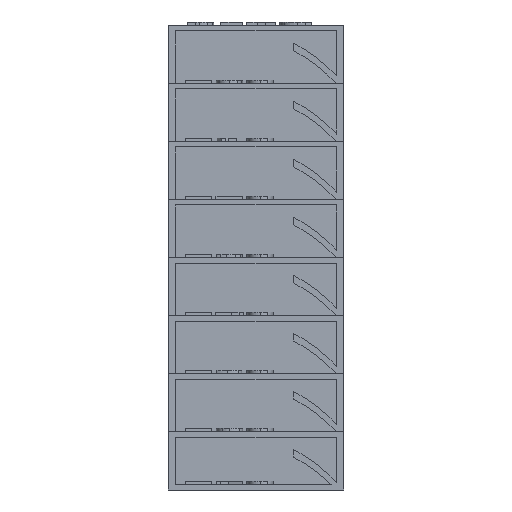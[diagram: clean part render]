
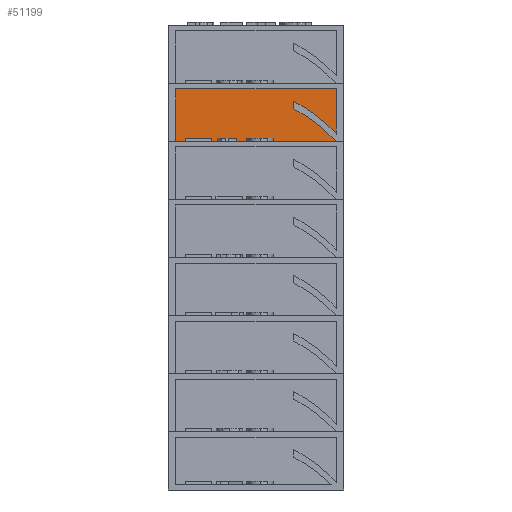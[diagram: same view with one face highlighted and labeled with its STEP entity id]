
A CAD part, front view. The second image highlights one B-rep face of the part: STEP entity #51199.
In plain terms, the highlighted planar face has unit normal (0, -1, 0).
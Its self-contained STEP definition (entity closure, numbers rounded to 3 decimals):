
#50256 = PLANE('',#50257);
#50257 = AXIS2_PLACEMENT_3D('',#50258,#50259,#50260);
#50258 = CARTESIAN_POINT('',(0.,2.331,59.4));
#50259 = DIRECTION('',(0.,0.,1.));
#50260 = DIRECTION('',(1.,0.,0.));
#50393 = VERTEX_POINT('',#50394);
#50394 = CARTESIAN_POINT('',(13.7,3.7,59.4));
#50408 = PLANE('',#50409);
#50409 = AXIS2_PLACEMENT_3D('',#50410,#50411,#50412);
#50410 = CARTESIAN_POINT('',(13.7,-5.,59.4));
#50411 = DIRECTION('',(-1.,0.,0.));
#50412 = DIRECTION('',(0.,1.,0.));
#50420 = EDGE_CURVE('',#50393,#50421,#50423,.T.);
#50421 = VERTEX_POINT('',#50422);
#50422 = CARTESIAN_POINT('',(-13.7,3.7,59.4));
#50423 = SURFACE_CURVE('',#50424,(#50428,#50435),.PCURVE_S1.);
#50424 = LINE('',#50425,#50426);
#50425 = CARTESIAN_POINT('',(13.7,3.7,59.4));
#50426 = VECTOR('',#50427,1.);
#50427 = DIRECTION('',(-1.,0.,0.));
#50428 = PCURVE('',#50256,#50429);
#50429 = DEFINITIONAL_REPRESENTATION('',(#50430),#50434);
#50430 = LINE('',#50431,#50432);
#50431 = CARTESIAN_POINT('',(13.7,1.369));
#50432 = VECTOR('',#50433,1.);
#50433 = DIRECTION('',(-1.,0.));
#50434 = ( GEOMETRIC_REPRESENTATION_CONTEXT(2) 
PARAMETRIC_REPRESENTATION_CONTEXT() REPRESENTATION_CONTEXT('2D SPACE',''
  ) );
#50435 = PCURVE('',#50436,#50441);
#50436 = PLANE('',#50437);
#50437 = AXIS2_PLACEMENT_3D('',#50438,#50439,#50440);
#50438 = CARTESIAN_POINT('',(13.7,3.7,59.4));
#50439 = DIRECTION('',(0.,-1.,0.));
#50440 = DIRECTION('',(-1.,0.,0.));
#50441 = DEFINITIONAL_REPRESENTATION('',(#50442),#50446);
#50442 = LINE('',#50443,#50444);
#50443 = CARTESIAN_POINT('',(0.,-0.));
#50444 = VECTOR('',#50445,1.);
#50445 = DIRECTION('',(1.,0.));
#50446 = ( GEOMETRIC_REPRESENTATION_CONTEXT(2) 
PARAMETRIC_REPRESENTATION_CONTEXT() REPRESENTATION_CONTEXT('2D SPACE',''
  ) );
#50464 = PLANE('',#50465);
#50465 = AXIS2_PLACEMENT_3D('',#50466,#50467,#50468);
#50466 = CARTESIAN_POINT('',(-13.7,3.7,59.4));
#50467 = DIRECTION('',(1.,0.,0.));
#50468 = DIRECTION('',(0.,-1.,0.));
#50749 = PLANE('',#50750);
#50750 = AXIS2_PLACEMENT_3D('',#50751,#50752,#50753);
#50751 = CARTESIAN_POINT('',(0.,0.,68.4));
#50752 = DIRECTION('',(0.,0.,1.));
#50753 = DIRECTION('',(1.,0.,0.));
#51156 = VERTEX_POINT('',#51157);
#51157 = CARTESIAN_POINT('',(13.7,3.7,68.4));
#51178 = EDGE_CURVE('',#50393,#51156,#51179,.T.);
#51179 = SURFACE_CURVE('',#51180,(#51184,#51191),.PCURVE_S1.);
#51180 = LINE('',#51181,#51182);
#51181 = CARTESIAN_POINT('',(13.7,3.7,59.4));
#51182 = VECTOR('',#51183,1.);
#51183 = DIRECTION('',(0.,0.,1.));
#51184 = PCURVE('',#50408,#51185);
#51185 = DEFINITIONAL_REPRESENTATION('',(#51186),#51190);
#51186 = LINE('',#51187,#51188);
#51187 = CARTESIAN_POINT('',(8.7,0.));
#51188 = VECTOR('',#51189,1.);
#51189 = DIRECTION('',(0.,-1.));
#51190 = ( GEOMETRIC_REPRESENTATION_CONTEXT(2) 
PARAMETRIC_REPRESENTATION_CONTEXT() REPRESENTATION_CONTEXT('2D SPACE',''
  ) );
#51191 = PCURVE('',#50436,#51192);
#51192 = DEFINITIONAL_REPRESENTATION('',(#51193),#51197);
#51193 = LINE('',#51194,#51195);
#51194 = CARTESIAN_POINT('',(0.,-0.));
#51195 = VECTOR('',#51196,1.);
#51196 = DIRECTION('',(0.,-1.));
#51197 = ( GEOMETRIC_REPRESENTATION_CONTEXT(2) 
PARAMETRIC_REPRESENTATION_CONTEXT() REPRESENTATION_CONTEXT('2D SPACE',''
  ) );
#51199 = ADVANCED_FACE('',(#51200),#50436,.T.);
#51200 = FACE_BOUND('',#51201,.T.);
#51201 = EDGE_LOOP('',(#51202,#51203,#51204,#51227));
#51202 = ORIENTED_EDGE('',*,*,#50420,.F.);
#51203 = ORIENTED_EDGE('',*,*,#51178,.T.);
#51204 = ORIENTED_EDGE('',*,*,#51205,.T.);
#51205 = EDGE_CURVE('',#51156,#51206,#51208,.T.);
#51206 = VERTEX_POINT('',#51207);
#51207 = CARTESIAN_POINT('',(-13.7,3.7,68.4));
#51208 = SURFACE_CURVE('',#51209,(#51213,#51220),.PCURVE_S1.);
#51209 = LINE('',#51210,#51211);
#51210 = CARTESIAN_POINT('',(6.85,3.7,68.4));
#51211 = VECTOR('',#51212,1.);
#51212 = DIRECTION('',(-1.,0.,0.));
#51213 = PCURVE('',#50436,#51214);
#51214 = DEFINITIONAL_REPRESENTATION('',(#51215),#51219);
#51215 = LINE('',#51216,#51217);
#51216 = CARTESIAN_POINT('',(6.85,-9.));
#51217 = VECTOR('',#51218,1.);
#51218 = DIRECTION('',(1.,0.));
#51219 = ( GEOMETRIC_REPRESENTATION_CONTEXT(2) 
PARAMETRIC_REPRESENTATION_CONTEXT() REPRESENTATION_CONTEXT('2D SPACE',''
  ) );
#51220 = PCURVE('',#50749,#51221);
#51221 = DEFINITIONAL_REPRESENTATION('',(#51222),#51226);
#51222 = LINE('',#51223,#51224);
#51223 = CARTESIAN_POINT('',(6.85,3.7));
#51224 = VECTOR('',#51225,1.);
#51225 = DIRECTION('',(-1.,0.));
#51226 = ( GEOMETRIC_REPRESENTATION_CONTEXT(2) 
PARAMETRIC_REPRESENTATION_CONTEXT() REPRESENTATION_CONTEXT('2D SPACE',''
  ) );
#51227 = ORIENTED_EDGE('',*,*,#51228,.F.);
#51228 = EDGE_CURVE('',#50421,#51206,#51229,.T.);
#51229 = SURFACE_CURVE('',#51230,(#51234,#51241),.PCURVE_S1.);
#51230 = LINE('',#51231,#51232);
#51231 = CARTESIAN_POINT('',(-13.7,3.7,59.4));
#51232 = VECTOR('',#51233,1.);
#51233 = DIRECTION('',(0.,0.,1.));
#51234 = PCURVE('',#50436,#51235);
#51235 = DEFINITIONAL_REPRESENTATION('',(#51236),#51240);
#51236 = LINE('',#51237,#51238);
#51237 = CARTESIAN_POINT('',(27.4,0.));
#51238 = VECTOR('',#51239,1.);
#51239 = DIRECTION('',(0.,-1.));
#51240 = ( GEOMETRIC_REPRESENTATION_CONTEXT(2) 
PARAMETRIC_REPRESENTATION_CONTEXT() REPRESENTATION_CONTEXT('2D SPACE',''
  ) );
#51241 = PCURVE('',#50464,#51242);
#51242 = DEFINITIONAL_REPRESENTATION('',(#51243),#51247);
#51243 = LINE('',#51244,#51245);
#51244 = CARTESIAN_POINT('',(0.,0.));
#51245 = VECTOR('',#51246,1.);
#51246 = DIRECTION('',(0.,-1.));
#51247 = ( GEOMETRIC_REPRESENTATION_CONTEXT(2) 
PARAMETRIC_REPRESENTATION_CONTEXT() REPRESENTATION_CONTEXT('2D SPACE',''
  ) );
